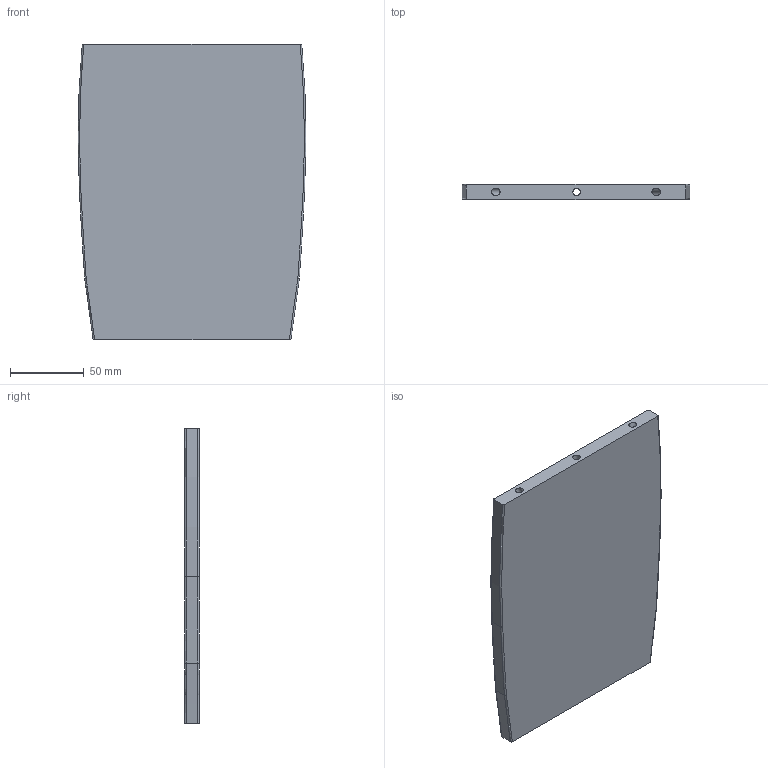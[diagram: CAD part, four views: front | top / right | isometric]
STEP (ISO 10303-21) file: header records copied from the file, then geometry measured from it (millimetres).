
FILE_DESCRIPTION(/* description */ (''),/* implementation_level */ '2;1');
FILE_NAME(/* name */ 'bridge.stp',/* time_stamp */ '2023-07-18T01:00:13-07:00',/* author */ ('devan'),/* organization */ (''),/* preprocessor_version */ 'ST-DEVELOPER v19.2',/* originating_system */ 'Autodesk Inventor 2024',/* authorisation */ '');
FILE_SCHEMA (('AUTOMOTIVE_DESIGN { 1 0 10303 214 3 1 1 }'));
Length unit declared in the file: millimetre
Products named in the file (1): Part1
Bounding box: 154.06 x 10 x 200 mm (x, y, z)
Volume: 292218.6 mm3; surface area: 70128.1 mm2
Topology: 1 solids, 1 shells, 31 faces, 67 edges, 42 vertices
Faces by surface type: torus 12, cylinder 11, plane 8
Full cylindrical faces by diameter (mm): 5 x5
Entity records: 994 total; most frequent: CARTESIAN_POINT 257, DIRECTION 157, ORIENTED_EDGE 134, AXIS2_PLACEMENT_3D 70, EDGE_CURVE 67, VERTEX_POINT 42, EDGE_LOOP 37, CIRCLE 34
